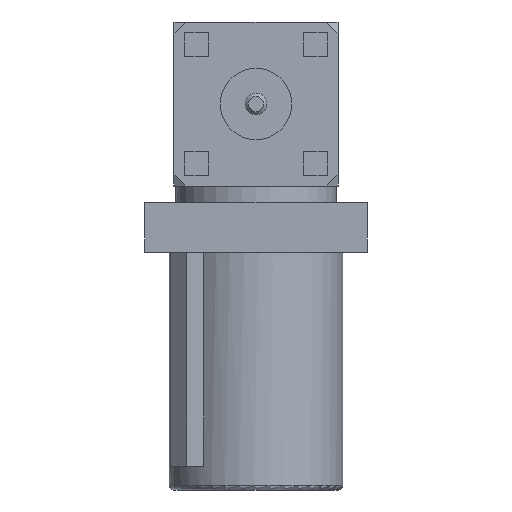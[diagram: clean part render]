
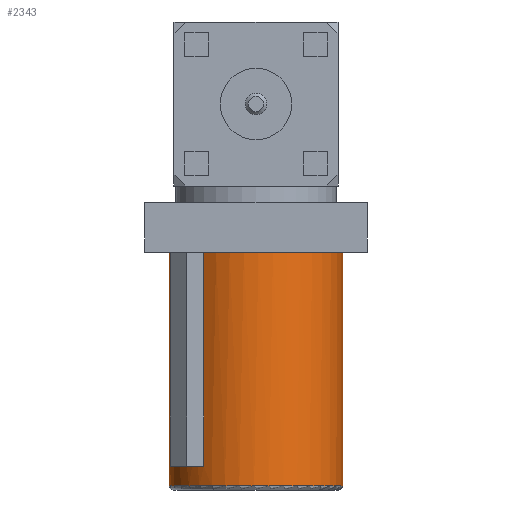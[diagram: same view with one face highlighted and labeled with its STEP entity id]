
A CAD part, front view. The second image highlights one B-rep face of the part: STEP entity #2343.
In plain terms, the highlighted cylindrical face has radius 3.708 mm (diameter 7.417 mm), a full revolution.
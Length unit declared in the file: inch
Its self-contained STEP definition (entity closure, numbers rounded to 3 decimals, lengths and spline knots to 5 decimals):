
#68 = VECTOR ( 'NONE', #2446, 39.37008 ) ;
#100 = CARTESIAN_POINT ( 'NONE',  ( 0., 0., -0.444 ) ) ;
#138 = EDGE_CURVE ( 'NONE', #2592, #3122, #3528, .T. ) ;
#171 = CARTESIAN_POINT ( 'NONE',  ( -0.11619, -0.08841, -0.444 ) ) ;
#254 = CARTESIAN_POINT ( 'NONE',  ( 0.08841, 0.11619, -0.56402 ) ) ;
#255 = EDGE_CURVE ( 'NONE', #3363, #1614, #1138, .T. ) ;
#503 = CARTESIAN_POINT ( 'NONE',  ( -0.0385, 0.14083, -0.331 ) ) ;
#520 = VECTOR ( 'NONE', #4335, 39.37008 ) ;
#535 = VECTOR ( 'NONE', #1200, 39.37008 ) ;
#554 = DIRECTION ( 'NONE',  ( 0., 0., 1. ) ) ;
#567 = VERTEX_POINT ( 'NONE', #1752 ) ;
#579 = EDGE_CURVE ( 'NONE', #2398, #2522, #4446, .T. ) ;
#789 = CARTESIAN_POINT ( 'NONE',  ( 0., 0., -0.084 ) ) ;
#835 = DIRECTION ( 'NONE',  ( 0., 0., -1. ) ) ;
#853 = CARTESIAN_POINT ( 'NONE',  ( 0.0385, 0.14083, -0.331 ) ) ;
#865 = LINE ( 'NONE', #3822, #535 ) ;
#886 = AXIS2_PLACEMENT_3D ( 'NONE', #3716, #2179, #1113 ) ;
#928 = DIRECTION ( 'NONE',  ( -1., 0., 0. ) ) ;
#932 = VECTOR ( 'NONE', #3480, 39.37008 ) ;
#1055 = DIRECTION ( 'NONE',  ( 0., 0., 1. ) ) ;
#1092 = EDGE_CURVE ( 'NONE', #2592, #3469, #2638, .T. ) ;
#1093 = EDGE_CURVE ( 'NONE', #4166, #567, #2758, .T. ) ;
#1113 = DIRECTION ( 'NONE',  ( -1., 0., 0. ) ) ;
#1138 = CIRCLE ( 'NONE', #2456, 0.146 ) ;
#1188 = DIRECTION ( 'NONE',  ( 0., 0., 1. ) ) ;
#1197 = EDGE_LOOP ( 'NONE', ( #2178, #3170, #3667, #4572, #2252, #3084, #4092, #4234, #1397, #4620, #3464, #3706 ) ) ;
#1200 = DIRECTION ( 'NONE',  ( 0., 0., 1. ) ) ;
#1328 = VERTEX_POINT ( 'NONE', #1598 ) ;
#1333 = CARTESIAN_POINT ( 'NONE',  ( 0., 0., -0.484 ) ) ;
#1397 = ORIENTED_EDGE ( 'NONE', *, *, #3391, .F. ) ;
#1428 = LINE ( 'NONE', #2556, #520 ) ;
#1449 = AXIS2_PLACEMENT_3D ( 'NONE', #100, #4464, #2626 ) ;
#1598 = CARTESIAN_POINT ( 'NONE',  ( -0.0385, 0.14083, -0.084 ) ) ;
#1614 = VERTEX_POINT ( 'NONE', #2794 ) ;
#1673 = EDGE_CURVE ( 'NONE', #3808, #3808, #2164, .T. ) ;
#1693 = FACE_OUTER_BOUND ( 'NONE', #2001, .T. ) ;
#1717 = CARTESIAN_POINT ( 'NONE',  ( 0.11662, 0.08784, -0.444 ) ) ;
#1752 = CARTESIAN_POINT ( 'NONE',  ( -0.08784, -0.11662, -0.084 ) ) ;
#1806 = CARTESIAN_POINT ( 'NONE',  ( -0.08784, -0.11662, -0.444 ) ) ;
#1832 = EDGE_CURVE ( 'NONE', #1328, #2522, #2868, .T. ) ;
#1897 = EDGE_CURVE ( 'NONE', #3469, #1328, #3165, .T. ) ;
#1935 = AXIS2_PLACEMENT_3D ( 'NONE', #4372, #1055, #2519 ) ;
#2001 = EDGE_LOOP ( 'NONE', ( #3303 ) ) ;
#2012 = DIRECTION ( 'NONE',  ( 1., 0., 0. ) ) ;
#2070 = AXIS2_PLACEMENT_3D ( 'NONE', #4011, #2478, #2142 ) ;
#2123 = VECTOR ( 'NONE', #1188, 39.37008 ) ;
#2140 = EDGE_CURVE ( 'NONE', #3363, #4166, #3356, .T. ) ;
#2142 = DIRECTION ( 'NONE',  ( 1., 0., 0. ) ) ;
#2144 = VECTOR ( 'NONE', #2713, 39.37008 ) ;
#2164 = CIRCLE ( 'NONE', #1935, 0.146 ) ;
#2178 = ORIENTED_EDGE ( 'NONE', *, *, #2140, .T. ) ;
#2179 = DIRECTION ( 'NONE',  ( 0., 0., -1. ) ) ;
#2233 = CARTESIAN_POINT ( 'NONE',  ( -0.11619, -0.08841, -0.084 ) ) ;
#2252 = ORIENTED_EDGE ( 'NONE', *, *, #1092, .T. ) ;
#2261 = VERTEX_POINT ( 'NONE', #3453 ) ;
#2343 = ADVANCED_FACE ( 'NONE', ( #1693, #2753 ), #2380, .T. ) ;
#2362 = AXIS2_PLACEMENT_3D ( 'NONE', #2816, #3558, #928 ) ;
#2380 = CYLINDRICAL_SURFACE ( 'NONE', #4493, 0.146 ) ;
#2398 = VERTEX_POINT ( 'NONE', #853 ) ;
#2413 = VERTEX_POINT ( 'NONE', #3074 ) ;
#2446 = DIRECTION ( 'NONE',  ( 0., 0., 1. ) ) ;
#2456 = AXIS2_PLACEMENT_3D ( 'NONE', #2748, #2722, #2775 ) ;
#2478 = DIRECTION ( 'NONE',  ( 0., 0., 1. ) ) ;
#2495 = CARTESIAN_POINT ( 'NONE',  ( -0.0385, 0.14083, -0.484 ) ) ;
#2519 = DIRECTION ( 'NONE',  ( -1., 0., 0. ) ) ;
#2522 = VERTEX_POINT ( 'NONE', #503 ) ;
#2556 = CARTESIAN_POINT ( 'NONE',  ( 0.0385, 0.14083, -0.484 ) ) ;
#2592 = VERTEX_POINT ( 'NONE', #171 ) ;
#2626 = DIRECTION ( 'NONE',  ( -1., 0., 0. ) ) ;
#2638 = LINE ( 'NONE', #4540, #2144 ) ;
#2653 = CARTESIAN_POINT ( 'NONE',  ( -0.146, 0., -0.477 ) ) ;
#2713 = DIRECTION ( 'NONE',  ( 0., 0., 1. ) ) ;
#2722 = DIRECTION ( 'NONE',  ( 0., 0., 1. ) ) ;
#2748 = CARTESIAN_POINT ( 'NONE',  ( 0., 0., -0.444 ) ) ;
#2753 = FACE_OUTER_BOUND ( 'NONE', #1197, .T. ) ;
#2755 = LINE ( 'NONE', #254, #68 ) ;
#2758 = CIRCLE ( 'NONE', #3816, 0.146 ) ;
#2775 = DIRECTION ( 'NONE',  ( -1., 0., 0. ) ) ;
#2794 = CARTESIAN_POINT ( 'NONE',  ( 0.08841, 0.11619, -0.444 ) ) ;
#2816 = CARTESIAN_POINT ( 'NONE',  ( 0., 0., -0.084 ) ) ;
#2868 = LINE ( 'NONE', #2495, #932 ) ;
#3074 = CARTESIAN_POINT ( 'NONE',  ( 0.08841, 0.11619, -0.084 ) ) ;
#3084 = ORIENTED_EDGE ( 'NONE', *, *, #1897, .T. ) ;
#3122 = VERTEX_POINT ( 'NONE', #1806 ) ;
#3165 = CIRCLE ( 'NONE', #2362, 0.146 ) ;
#3170 = ORIENTED_EDGE ( 'NONE', *, *, #1093, .T. ) ;
#3282 = EDGE_CURVE ( 'NONE', #1614, #2413, #2755, .T. ) ;
#3303 = ORIENTED_EDGE ( 'NONE', *, *, #1673, .T. ) ;
#3356 = LINE ( 'NONE', #4488, #2123 ) ;
#3363 = VERTEX_POINT ( 'NONE', #1717 ) ;
#3391 = EDGE_CURVE ( 'NONE', #2261, #2398, #1428, .T. ) ;
#3453 = CARTESIAN_POINT ( 'NONE',  ( 0.0385, 0.14083, -0.084 ) ) ;
#3464 = ORIENTED_EDGE ( 'NONE', *, *, #3282, .F. ) ;
#3469 = VERTEX_POINT ( 'NONE', #2233 ) ;
#3480 = DIRECTION ( 'NONE',  ( 0., 0., -1. ) ) ;
#3528 = CIRCLE ( 'NONE', #1449, 0.146 ) ;
#3542 = EDGE_CURVE ( 'NONE', #2261, #2413, #4726, .T. ) ;
#3558 = DIRECTION ( 'NONE',  ( 0., 0., -1. ) ) ;
#3667 = ORIENTED_EDGE ( 'NONE', *, *, #4028, .F. ) ;
#3706 = ORIENTED_EDGE ( 'NONE', *, *, #255, .F. ) ;
#3716 = CARTESIAN_POINT ( 'NONE',  ( 0., 0., -0.084 ) ) ;
#3808 = VERTEX_POINT ( 'NONE', #2653 ) ;
#3816 = AXIS2_PLACEMENT_3D ( 'NONE', #789, #835, #4105 ) ;
#3822 = CARTESIAN_POINT ( 'NONE',  ( -0.08784, -0.11662, -0.56402 ) ) ;
#4011 = CARTESIAN_POINT ( 'NONE',  ( 0., 0., -0.331 ) ) ;
#4028 = EDGE_CURVE ( 'NONE', #3122, #567, #865, .T. ) ;
#4092 = ORIENTED_EDGE ( 'NONE', *, *, #1832, .T. ) ;
#4105 = DIRECTION ( 'NONE',  ( -1., 0., 0. ) ) ;
#4166 = VERTEX_POINT ( 'NONE', #4222 ) ;
#4222 = CARTESIAN_POINT ( 'NONE',  ( 0.11662, 0.08784, -0.084 ) ) ;
#4234 = ORIENTED_EDGE ( 'NONE', *, *, #579, .F. ) ;
#4335 = DIRECTION ( 'NONE',  ( 0., 0., -1. ) ) ;
#4372 = CARTESIAN_POINT ( 'NONE',  ( 0., 0., -0.477 ) ) ;
#4446 = CIRCLE ( 'NONE', #2070, 0.146 ) ;
#4464 = DIRECTION ( 'NONE',  ( 0., 0., 1. ) ) ;
#4488 = CARTESIAN_POINT ( 'NONE',  ( 0.11662, 0.08784, -0.56402 ) ) ;
#4493 = AXIS2_PLACEMENT_3D ( 'NONE', #1333, #554, #2012 ) ;
#4540 = CARTESIAN_POINT ( 'NONE',  ( -0.11619, -0.08841, -0.56402 ) ) ;
#4572 = ORIENTED_EDGE ( 'NONE', *, *, #138, .F. ) ;
#4620 = ORIENTED_EDGE ( 'NONE', *, *, #3542, .T. ) ;
#4726 = CIRCLE ( 'NONE', #886, 0.146 ) ;
